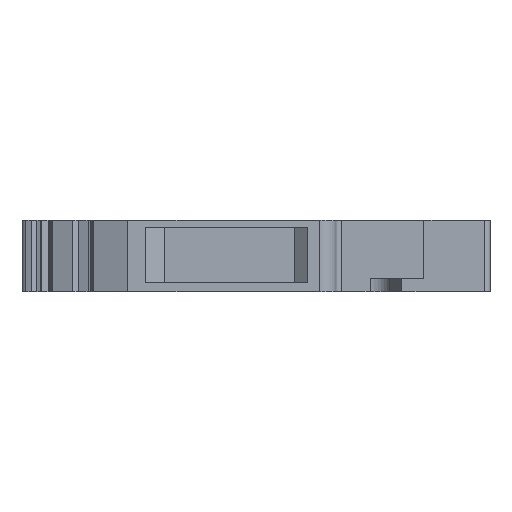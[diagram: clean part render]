
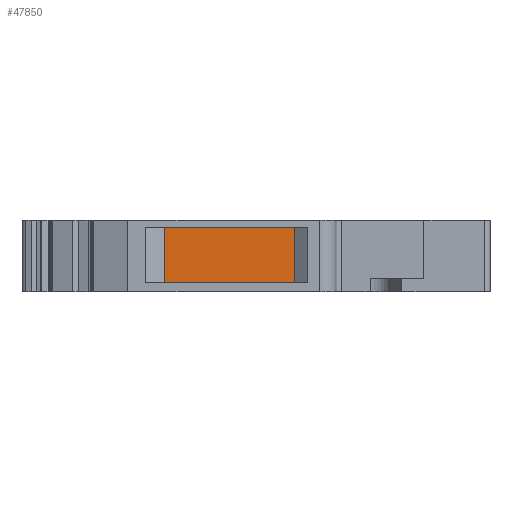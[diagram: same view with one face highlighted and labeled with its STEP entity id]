
A CAD part, left-side view. The second image highlights one B-rep face of the part: STEP entity #47850.
In plain terms, the highlighted planar face has unit normal (-1, 0, 0).
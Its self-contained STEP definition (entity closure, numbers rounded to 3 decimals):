
#47460=CARTESIAN_POINT('',(-28.,14.692,
-0.35));
#47470=DIRECTION('',(-1.,0.,0.));
#47480=DIRECTION('',(0.,0.,1.));
#47490=AXIS2_PLACEMENT_3D('',#47460,#47470,#47480);
#47500=PLANE('',#47490);
#47510=CARTESIAN_POINT('',(-28.,20.064,-0.2));
#47520=DIRECTION('',(0.,0.,1.));
#47530=VECTOR('',#47520,1.);
#47540=LINE('',#47510,#47530);
#47550=CARTESIAN_POINT('',(-28.,20.064,-5.7));
#47560=VERTEX_POINT('',#47550);
#47570=CARTESIAN_POINT('',(-28.,20.064,
-0.7));
#47580=VERTEX_POINT('',#47570);
#47590=EDGE_CURVE('',#47560,#47580,#47540,.T.);
#47600=ORIENTED_EDGE('',*,*,#47590,.F.);
#47610=CARTESIAN_POINT('',(-28.,430.26,
-0.7));
#47620=DIRECTION('',(0.,-1.,0.));
#47630=VECTOR('',#47620,1.);
#47640=LINE('',#47610,#47630);
#47650=CARTESIAN_POINT('',(-28.,8.225,
-0.7));
#47660=VERTEX_POINT('',#47650);
#47670=EDGE_CURVE('',#47580,#47660,#47640,.T.);
#47680=ORIENTED_EDGE('',*,*,#47670,.F.);
#47690=CARTESIAN_POINT('',(-28.,8.225,-0.2));
#47700=DIRECTION('',(-0.,0.,-1.));
#47710=VECTOR('',#47700,1.);
#47720=LINE('',#47690,#47710);
#47730=CARTESIAN_POINT('',(-28.,8.225,-5.7));
#47740=VERTEX_POINT('',#47730);
#47750=EDGE_CURVE('',#47660,#47740,#47720,.T.);
#47760=ORIENTED_EDGE('',*,*,#47750,.F.);
#47770=CARTESIAN_POINT('',(-28.,430.26,-5.7));
#47780=DIRECTION('',(0.,1.,-0.));
#47790=VECTOR('',#47780,1.);
#47800=LINE('',#47770,#47790);
#47810=EDGE_CURVE('',#47740,#47560,#47800,.T.);
#47820=ORIENTED_EDGE('',*,*,#47810,.F.);
#47830=EDGE_LOOP('',(#47820,#47760,#47680,#47600));
#47840=FACE_OUTER_BOUND('',#47830,.T.);
#47850=ADVANCED_FACE('',(#47840),#47500,.T.);
